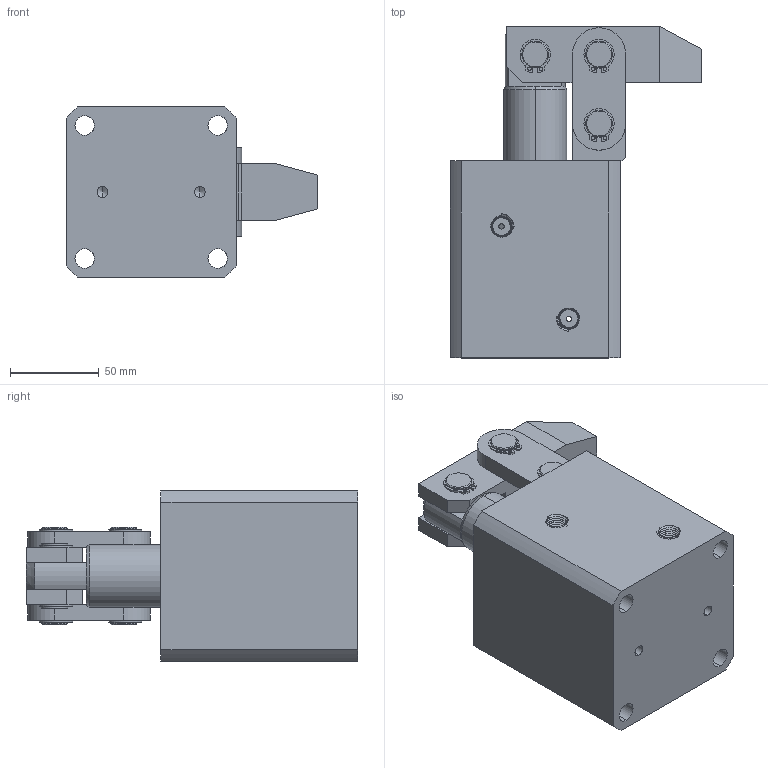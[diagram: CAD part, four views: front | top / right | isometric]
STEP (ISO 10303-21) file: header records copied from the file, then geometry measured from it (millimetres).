
FILE_DESCRIPTION (( 'STEP AP214' ), '1' );
FILE_NAME ('CHLC-63.STEP', '2019-04-20T01:46:58', ( '' ), ( '' ), 'SwSTEP 2.0', 'SolidWorks 2016', '' );
FILE_SCHEMA (( 'AUTOMOTIVE_DESIGN' ));
Length unit declared in the file: millimetre
Products named in the file (8): CHLC-63-07; CHLC-63-03; CHLC-63-02; CHLC-63-04; CHLC-63-01; CHLC-63-05; CHLC-63-06; CHLC-63
Assembly tree (14 placements, depth 2):
  CHLC-63
    CHLC-63-06
    CHLC-63-05
    CHLC-63-01
    CHLC-63-04  x2
    CHLC-63-02
    CHLC-63-03  x2
    CHLC-63-07  x6
Bounding box: 142.01 x 187 x 96 mm (x, y, z)
Volume: 1035639.6 mm3; surface area: 162618.6 mm2
Topology: 14 solids, 14 shells, 466 faces, 1210 edges, 793 vertices
Faces by surface type: cylinder 202, plane 119, cone 117, bspline 28
Entity records: 39980 total; most frequent: CARTESIAN_POINT 29427, ORIENTED_EDGE 1592, DIRECTION 1249, EDGE_CURVE 796, VERTEX_POINT 523, AXIS2_PLACEMENT_3D 479, EDGE_LOOP 363, B_SPLINE_CURVE_WITH_KNOTS 323
